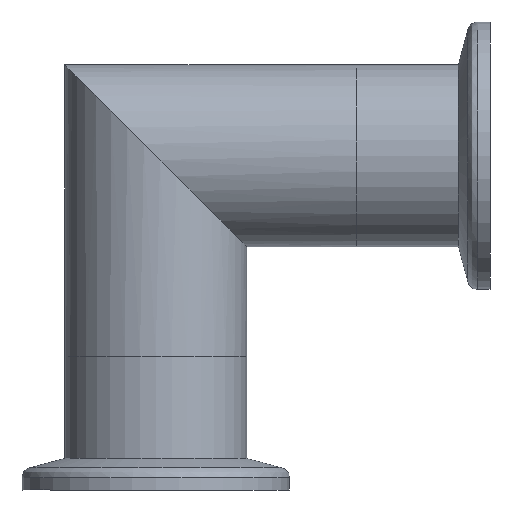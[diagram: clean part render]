
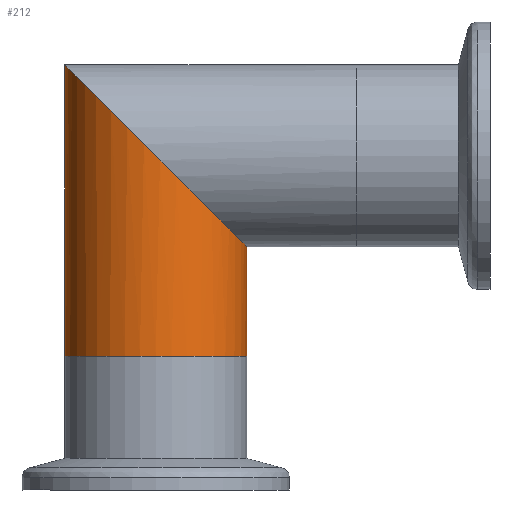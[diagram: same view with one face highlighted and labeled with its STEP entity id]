
A CAD part, front view. The second image highlights one B-rep face of the part: STEP entity #212.
In plain terms, the highlighted cylindrical face has radius 13.6 mm (diameter 27.2 mm), a partial arc.
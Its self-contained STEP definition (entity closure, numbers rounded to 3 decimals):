
#212=ADVANCED_FACE('',(#496),#495,.T.);
#495=CYLINDRICAL_SURFACE('',#852,13.6);
#496=FACE_OUTER_BOUND('',#853,.T.);
#849=CARTESIAN_POINT('',(-30.,0.,-30.));
#850=DIRECTION('',(0.,0.,-1.));
#851=DIRECTION('',(-1.,0.,0.));
#852=AXIS2_PLACEMENT_3D('',#849,#850,#851);
#853=EDGE_LOOP('',(#1090,#1091,#1092,#1093));
#1090=ORIENTED_EDGE('',*,*,#1196,.T.);
#1091=ORIENTED_EDGE('',*,*,#1206,.T.);
#1092=ORIENTED_EDGE('',*,*,#1201,.F.);
#1093=ORIENTED_EDGE('',*,*,#1207,.F.);
#1196=EDGE_CURVE('',#1516,#1517,#1518,.T.);
#1201=EDGE_CURVE('',#1545,#1544,#1552,.T.);
#1206=EDGE_CURVE('',#1517,#1544,#1584,.T.);
#1207=EDGE_CURVE('',#1516,#1545,#1590,.T.);
#1516=VERTEX_POINT('',#1962);
#1517=VERTEX_POINT('',#1963);
#1518=(BOUNDED_CURVE() B_SPLINE_CURVE(2,(#1964,#1965,#1966,#1967,#1968),.UNSPECIFIED.,.F.,.F.) B_SPLINE_CURVE_WITH_KNOTS((3,2,3),(3.142,4.712,6.283),.UNSPECIFIED.) CURVE() GEOMETRIC_REPRESENTATION_ITEM() RATIONAL_B_SPLINE_CURVE((1.,0.707,1.,0.707,1.)) REPRESENTATION_ITEM('') );
#1544=VERTEX_POINT('',#1986);
#1545=VERTEX_POINT('',#1987);
#1552=CIRCLE('',#1995,13.6);
#1584=(BOUNDED_CURVE() B_SPLINE_CURVE(1,(#2010,#2011),.UNSPECIFIED.,.F.,.F.) B_SPLINE_CURVE_WITH_KNOTS((2,2),(0.083,0.917),.UNSPECIFIED.) CURVE() GEOMETRIC_REPRESENTATION_ITEM() RATIONAL_B_SPLINE_CURVE((1.,1.)) REPRESENTATION_ITEM('') );
#1590=(BOUNDED_CURVE() B_SPLINE_CURVE(1,(#2012,#2013),.UNSPECIFIED.,.F.,.F.) B_SPLINE_CURVE_WITH_KNOTS((2,2),(0.603,0.917),.UNSPECIFIED.) CURVE() GEOMETRIC_REPRESENTATION_ITEM() RATIONAL_B_SPLINE_CURVE((0.75,0.75)) REPRESENTATION_ITEM('') );
#1962=CARTESIAN_POINT('',(-16.4,0.,-13.6));
#1963=CARTESIAN_POINT('',(-43.6,0.,13.6));
#1964=CARTESIAN_POINT('',(-16.4,0.,-13.6));
#1965=CARTESIAN_POINT('',(-16.4,-13.6,-13.6));
#1966=CARTESIAN_POINT('',(-30.,-13.6,0.));
#1967=CARTESIAN_POINT('',(-43.6,-13.6,13.6));
#1968=CARTESIAN_POINT('',(-43.6,0.,13.6));
#1986=CARTESIAN_POINT('',(-43.6,0.,-30.));
#1987=CARTESIAN_POINT('',(-16.4,0.,-30.));
#1992=CARTESIAN_POINT('',(-30.,0.,-30.));
#1993=DIRECTION('',(0.,0.,-1.));
#1994=DIRECTION('',(-1.,0.,0.));
#1995=AXIS2_PLACEMENT_3D('',#1992,#1993,#1994);
#2010=CARTESIAN_POINT('',(-43.6,0.,13.6));
#2011=CARTESIAN_POINT('',(-43.6,0.,-30.));
#2012=CARTESIAN_POINT('',(-16.4,0.,-13.6));
#2013=CARTESIAN_POINT('',(-16.4,0.,-30.));
